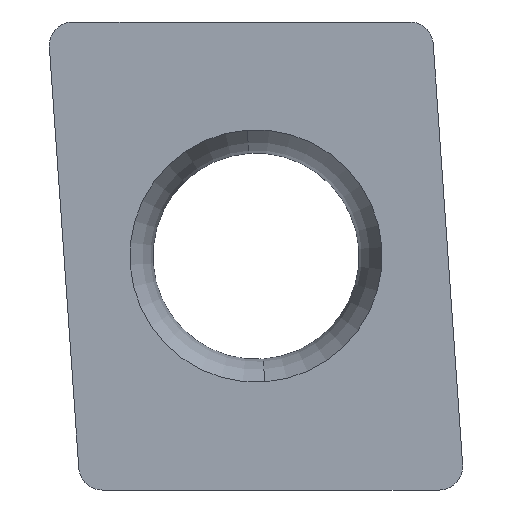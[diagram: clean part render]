
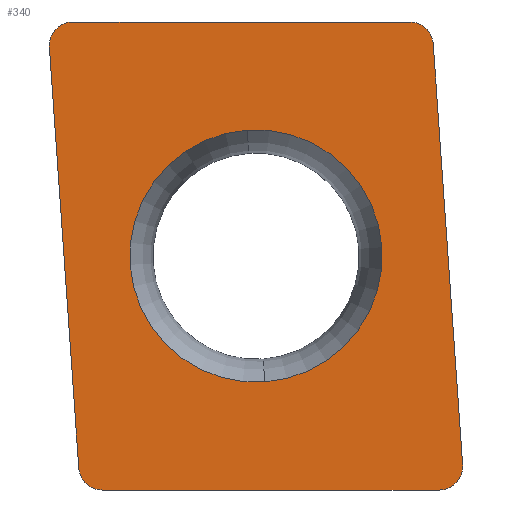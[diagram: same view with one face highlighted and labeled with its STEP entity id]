
A CAD part, top view. The second image highlights one B-rep face of the part: STEP entity #340.
In plain terms, the highlighted planar face has unit normal (0, 0, 1).
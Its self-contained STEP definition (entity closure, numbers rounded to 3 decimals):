
#16=DIRECTION('',(0.07,-0.998,0.));
#17=VECTOR('',#16,7.157);
#18=CARTESIAN_POINT('',(-3.506,3.542,0.));
#19=LINE('',#18,#17);
#24=CARTESIAN_POINT('',(-3.107,3.57,0.));
#25=DIRECTION('',(0.,0.,1.));
#26=DIRECTION('',(0.,1.,0.));
#27=AXIS2_PLACEMENT_3D('',#24,#25,#26);
#32=DIRECTION('',(-1.,0.,0.));
#33=VECTOR('',#32,5.714);
#34=CARTESIAN_POINT('',(2.607,3.97,0.));
#35=LINE('',#34,#33);
#39=CARTESIAN_POINT('',(2.607,3.57,0.));
#40=DIRECTION('',(0.,0.,1.));
#41=DIRECTION('',(0.998,0.07,0.));
#42=AXIS2_PLACEMENT_3D('',#39,#40,#41);
#47=DIRECTION('',(-0.07,0.998,0.));
#48=VECTOR('',#47,7.157);
#49=CARTESIAN_POINT('',(3.506,-3.542,0.));
#50=LINE('',#49,#48);
#54=CARTESIAN_POINT('',(3.107,-3.57,0.));
#55=DIRECTION('',(0.,0.,1.));
#56=DIRECTION('',(0.,-1.,0.));
#57=AXIS2_PLACEMENT_3D('',#54,#55,#56);
#62=DIRECTION('',(1.,0.,0.));
#63=VECTOR('',#62,5.714);
#64=CARTESIAN_POINT('',(-2.607,-3.97,0.));
#65=LINE('',#64,#63);
#69=CARTESIAN_POINT('',(-2.607,-3.57,0.));
#70=DIRECTION('',(0.,0.,1.));
#71=DIRECTION('',(-0.998,-0.07,0.));
#72=AXIS2_PLACEMENT_3D('',#69,#70,#71);
#77=CARTESIAN_POINT('',(0.,0.,0.));
#78=DIRECTION('',(0.,0.,-1.));
#79=DIRECTION('',(0.07,-0.998,0.));
#80=AXIS2_PLACEMENT_3D('',#77,#78,#79);
#85=CARTESIAN_POINT('',(0.,0.,0.));
#86=DIRECTION('',(0.,0.,-1.));
#87=DIRECTION('',(-0.07,0.998,0.));
#88=AXIS2_PLACEMENT_3D('',#85,#86,#87);
#271=CARTESIAN_POINT('',(0.149,-2.136,0.));
#272=CARTESIAN_POINT('',(-0.149,2.136,0.));
#273=VERTEX_POINT('',#271);
#274=VERTEX_POINT('',#272);
#279=CARTESIAN_POINT('',(-3.506,3.542,0.));
#280=CARTESIAN_POINT('',(-3.006,-3.598,0.));
#281=VERTEX_POINT('',#279);
#282=VERTEX_POINT('',#280);
#283=CARTESIAN_POINT('',(-2.607,-3.97,0.));
#284=VERTEX_POINT('',#283);
#285=CARTESIAN_POINT('',(3.107,-3.97,0.));
#286=VERTEX_POINT('',#285);
#287=CARTESIAN_POINT('',(3.506,-3.542,0.));
#288=VERTEX_POINT('',#287);
#289=CARTESIAN_POINT('',(3.006,3.598,0.));
#290=VERTEX_POINT('',#289);
#291=CARTESIAN_POINT('',(2.607,3.97,0.));
#292=VERTEX_POINT('',#291);
#293=CARTESIAN_POINT('',(-3.107,3.97,0.));
#294=VERTEX_POINT('',#293);
#311=CARTESIAN_POINT('',(0.,0.,0.));
#312=DIRECTION('',(0.,0.,1.));
#313=DIRECTION('',(0.998,0.07,0.));
#314=AXIS2_PLACEMENT_3D('',#311,#312,#313);
#315=PLANE('',#314);
#317=ORIENTED_EDGE('',*,*,#316,.F.);
#319=ORIENTED_EDGE('',*,*,#318,.F.);
#321=ORIENTED_EDGE('',*,*,#320,.F.);
#323=ORIENTED_EDGE('',*,*,#322,.F.);
#325=ORIENTED_EDGE('',*,*,#324,.F.);
#327=ORIENTED_EDGE('',*,*,#326,.F.);
#329=ORIENTED_EDGE('',*,*,#328,.F.);
#331=ORIENTED_EDGE('',*,*,#330,.F.);
#332=EDGE_LOOP('',(#317,#319,#321,#323,#325,#327,#329,#331));
#333=FACE_OUTER_BOUND('',#332,.F.);
#335=ORIENTED_EDGE('',*,*,#334,.F.);
#337=ORIENTED_EDGE('',*,*,#336,.F.);
#338=EDGE_LOOP('',(#335,#337));
#339=FACE_BOUND('',#338,.F.);
#28=CIRCLE('',#27,0.4);
#43=CIRCLE('',#42,0.4);
#58=CIRCLE('',#57,0.4);
#73=CIRCLE('',#72,0.4);
#81=CIRCLE('',#80,2.141);
#89=CIRCLE('',#88,2.141);
#316=EDGE_CURVE('',#281,#282,#19,.T.);
#318=EDGE_CURVE('',#294,#281,#28,.T.);
#320=EDGE_CURVE('',#292,#294,#35,.T.);
#322=EDGE_CURVE('',#290,#292,#43,.T.);
#324=EDGE_CURVE('',#288,#290,#50,.T.);
#326=EDGE_CURVE('',#286,#288,#58,.T.);
#328=EDGE_CURVE('',#284,#286,#65,.T.);
#330=EDGE_CURVE('',#282,#284,#73,.T.);
#334=EDGE_CURVE('',#273,#274,#81,.T.);
#336=EDGE_CURVE('',#274,#273,#89,.T.);
#340=ADVANCED_FACE('',(#333,#339),#315,.T.);
